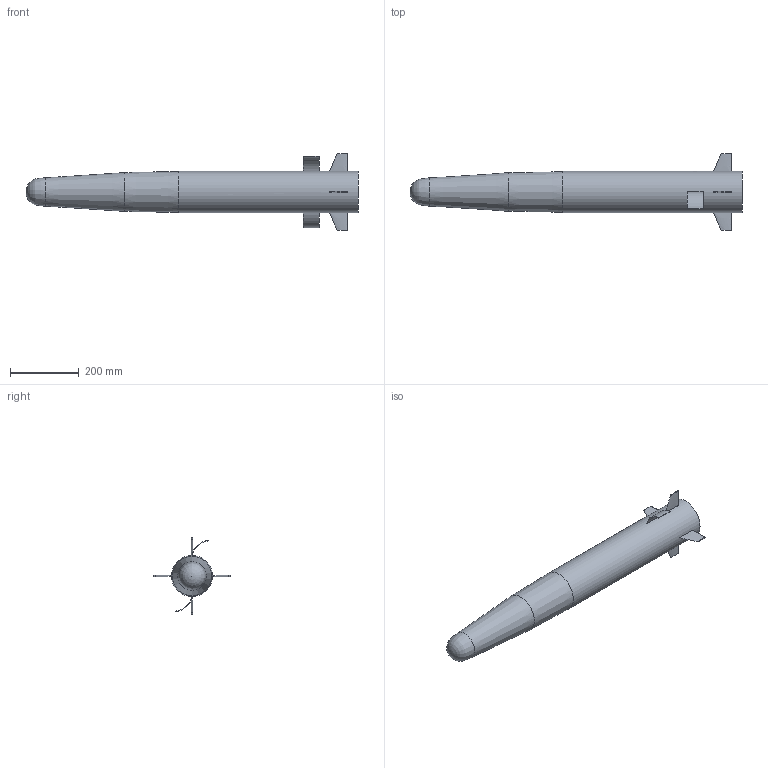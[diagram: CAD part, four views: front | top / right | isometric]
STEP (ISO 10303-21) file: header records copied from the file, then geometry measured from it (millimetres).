
FILE_DESCRIPTION( ( 'Unknown' ), '1' );
FILE_NAME( 'kobra.stp', 'Unknown', ( 'Unknown' ), ( 'Unknown' ), 'PSStep 15.0.49', 'Unknown', ' ' );
FILE_SCHEMA( ( 'AUTOMOTIVE_DESIGN { 1 0 10303 214 1 1 1 1 }' ) );
Length unit declared in the file: millimetre
Products named in the file (1): 1
Bounding box: 968 x 222.42 x 222.42 mm (x, y, z)
Surface area: 382822.8 mm2 (no closed solid volume)
Topology: 0 solids, 25 shells, 25 faces, 96 edges, 81 vertices
Faces by surface type: plane 12, cylinder 6, bspline 4, cone 2, revolution 1
Full cylindrical faces by diameter (mm): 15 x1, 119.8 x1
Entity records: 3055 total; most frequent: CARTESIAN_POINT 2158, DIRECTION 135, VERTEX_POINT 85, ORIENTED_EDGE 84, EDGE_CURVE 84, AXIS2_PLACEMENT_3D 55, FACE_BOUND 37, EDGE_LOOP 36
